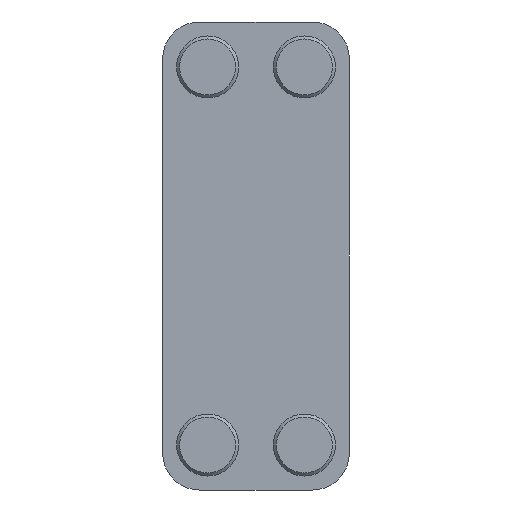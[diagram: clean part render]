
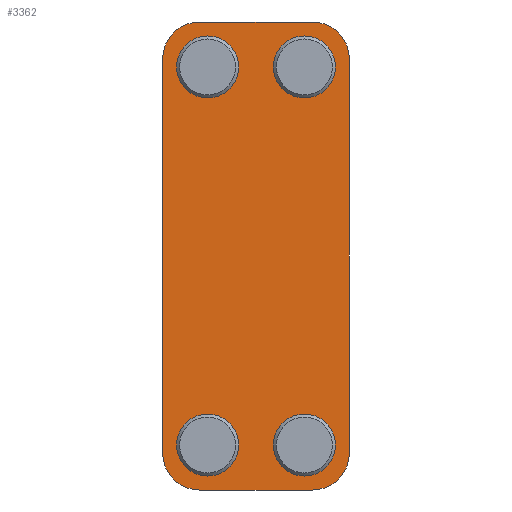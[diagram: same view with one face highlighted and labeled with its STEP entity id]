
A CAD part, front view. The second image highlights one B-rep face of the part: STEP entity #3362.
In plain terms, the highlighted planar face has unit normal (0, -1, 0).
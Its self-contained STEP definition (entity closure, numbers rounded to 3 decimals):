
#1158=PLANE('',#3803);
#1250=FACE_OUTER_BOUND('',#1354,.T.);
#1354=EDGE_LOOP('',(#3185,#3186,#3187,#3188,#3189,#3190,#3191,#3192));
#1732=LINE('',#7039,#2124);
#1735=LINE('',#7047,#2127);
#1737=LINE('',#7054,#2129);
#1740=LINE('',#7061,#2132);
#2124=VECTOR('',#5007,10.);
#2127=VECTOR('',#5016,10.);
#2129=VECTOR('',#5024,10.);
#2132=VECTOR('',#5033,10.);
#2477=CIRCLE('',#3792,16.);
#2478=CIRCLE('',#3795,16.);
#2479=CIRCLE('',#3798,16.);
#2480=CIRCLE('',#3801,16.);
#2605=VERTEX_POINT('',#7031);
#2606=VERTEX_POINT('',#7033);
#2607=VERTEX_POINT('',#7037);
#2608=VERTEX_POINT('',#7041);
#2609=VERTEX_POINT('',#7045);
#2610=VERTEX_POINT('',#7049);
#2611=VERTEX_POINT('',#7053);
#2612=VERTEX_POINT('',#7057);
#2794=EDGE_CURVE('',#2606,#2605,#2477,.T.);
#2797=EDGE_CURVE('',#2605,#2607,#1732,.T.);
#2799=EDGE_CURVE('',#2607,#2608,#2478,.T.);
#2801=EDGE_CURVE('',#2608,#2609,#1735,.T.);
#2803=EDGE_CURVE('',#2609,#2610,#2479,.T.);
#2804=EDGE_CURVE('',#2611,#2606,#1737,.T.);
#2806=EDGE_CURVE('',#2612,#2611,#2480,.T.);
#2808=EDGE_CURVE('',#2610,#2612,#1740,.T.);
#3185=ORIENTED_EDGE('',*,*,#2808,.T.);
#3186=ORIENTED_EDGE('',*,*,#2806,.T.);
#3187=ORIENTED_EDGE('',*,*,#2804,.T.);
#3188=ORIENTED_EDGE('',*,*,#2794,.T.);
#3189=ORIENTED_EDGE('',*,*,#2797,.T.);
#3190=ORIENTED_EDGE('',*,*,#2799,.T.);
#3191=ORIENTED_EDGE('',*,*,#2801,.T.);
#3192=ORIENTED_EDGE('',*,*,#2803,.T.);
#3362=ADVANCED_FACE('',(#1250),#1158,.T.);
#3792=AXIS2_PLACEMENT_3D('',#7034,#5001,#5002);
#3795=AXIS2_PLACEMENT_3D('',#7043,#5011,#5012);
#3798=AXIS2_PLACEMENT_3D('',#7051,#5020,#5021);
#3801=AXIS2_PLACEMENT_3D('',#7058,#5028,#5029);
#3803=AXIS2_PLACEMENT_3D('',#7062,#5034,#5035);
#5001=DIRECTION('center_axis',(0.,-1.,0.));
#5002=DIRECTION('ref_axis',(1.,0.,0.));
#5007=DIRECTION('',(-1.,0.,0.));
#5011=DIRECTION('center_axis',(0.,-1.,0.));
#5012=DIRECTION('ref_axis',(0.,0.,1.));
#5016=DIRECTION('',(0.,0.,-1.));
#5020=DIRECTION('center_axis',(0.,-1.,0.));
#5021=DIRECTION('ref_axis',(-1.,0.,0.));
#5024=DIRECTION('',(0.,0.,1.));
#5028=DIRECTION('center_axis',(0.,-1.,0.));
#5029=DIRECTION('ref_axis',(0.,0.,-1.));
#5033=DIRECTION('',(1.,0.,0.));
#5034=DIRECTION('center_axis',(0.,-1.,0.));
#5035=DIRECTION('ref_axis',(1.,0.,0.));
#7031=CARTESIAN_POINT('',(24.5,0.,203.));
#7033=CARTESIAN_POINT('',(40.5,0.,187.));
#7034=CARTESIAN_POINT('Origin',(24.5,0.,187.));
#7037=CARTESIAN_POINT('',(-24.5,0.,203.));
#7039=CARTESIAN_POINT('',(24.5,0.,203.));
#7041=CARTESIAN_POINT('',(-40.5,0.,187.));
#7043=CARTESIAN_POINT('Origin',(-24.5,0.,187.));
#7045=CARTESIAN_POINT('',(-40.5,0.,16.));
#7047=CARTESIAN_POINT('',(-40.5,0.,187.));
#7049=CARTESIAN_POINT('',(-24.5,0.,0.));
#7051=CARTESIAN_POINT('Origin',(-24.5,0.,16.));
#7053=CARTESIAN_POINT('',(40.5,0.,16.));
#7054=CARTESIAN_POINT('',(40.5,0.,16.));
#7057=CARTESIAN_POINT('',(24.5,0.,0.));
#7058=CARTESIAN_POINT('Origin',(24.5,0.,16.));
#7061=CARTESIAN_POINT('',(-24.5,0.,0.));
#7062=CARTESIAN_POINT('Origin',(0.,0.,
101.5));
